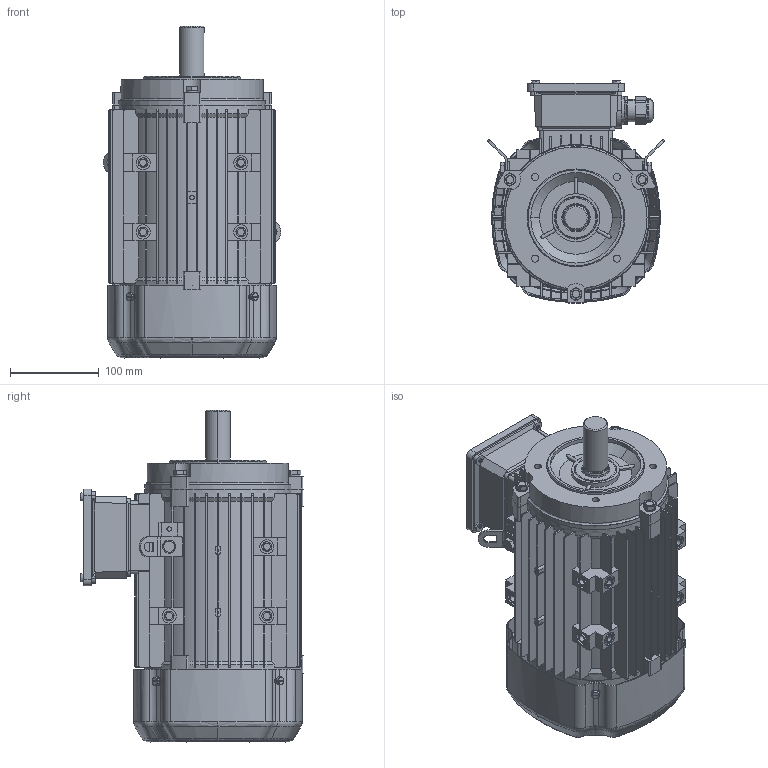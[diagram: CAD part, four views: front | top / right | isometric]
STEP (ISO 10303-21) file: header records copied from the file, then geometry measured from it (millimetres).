
FILE_DESCRIPTION (( 'STEP AP214' ), '1' );
FILE_NAME ('FCA-IE3-100-L-2468-B14a-Ver.2.STEP', '2024-10-23T09:44:46', ( '' ), ( '' ), 'SwSTEP 2.0', 'SolidWorks 2023', '' );
FILE_SCHEMA (( 'AUTOMOTIVE_DESIGN' ));
Length unit declared in the file: millimetre
Products named in the file (50): JL3-100-B14A_step_1_6; JL3-100-B14A_step_1_29; JL3-100-B14A_step_1_41; JL3-100-B14A_step_1_19; JL3-100-B14A_step_1_38; JL3-100-B14A_step_1_23; JL3-100-B14A_step_1_17; JL3-100-B14A_step_1_12; 10_2515 PAV; JL3-100-B14A_step_1_22; JL3-100-B14A_step_1_40; JL3-100-B14A_step_1_2; JL3-100-B14A_step_1_39; JL3-100-B14A_step_1_43; JL3-100-B14A_step_1_20; JL3-100-B14A_step_1_46; JL3-100-B14A_step_1_5; JL3-100-B14A_step_1_26; JL3-100-B14A_step_1_11; 50_625 PA7001; JL3-100-B14A_step_1_4; FCA-IE3-100-L-2468-B14a-Ver.2; JL3-100-B14A_step_1_37; JL3-100-B14A_step_1_21; JL3-100-B14A_step_1_30; JL3-100-B14A_step_1_33; JL3-100-B14A_step_1_8; JL3-100-B14A_step_1_35; JL3-100-B14A_step_1_28; JL3-100-B14A_step_1_47; JL3-100-B14A_step_1_13; JL3-100-B14A_step_1_9; JL3-100-B14A_step_1_34; JL3-100-B14A_step_1_36; JL3-100-B14A_step_1_42; JL3-100-B14A_step_1_15; JL3-100-B14A_step_1_14; JL3-100-B14A_step_1_27; JL3-100-B14A_step_1_3; JL3-100-B14A_step_1_18 ...
Assembly tree (49 placements, depth 2):
  FCA-IE3-100-L-2468-B14a-Ver.2
    JL3-100-B14A_step_1_3
    JL3-100-B14A_step_1
    JL3-100-B14A_step_1_26
    JL3-100-B14A_step_1_34
    JL3-100-B14A_step_1_16
    JL3-100-B14A_step_1_35
    JL3-100-B14A_step_1_37
    JL3-100-B14A_step_1_19
    JL3-100-B14A_step_1_10
    JL3-100-B14A_step_1_40
    JL3-100-B14A_step_1_17
    JL3-100-B14A_step_1_44
    JL3-100-B14A_step_1_21
    JL3-100-B14A_step_1_20
    JL3-100-B14A_step_1_25
    JL3-100-B14A_step_1_5
    JL3-100-B14A_step_1_23
    JL3-100-B14A_step_1_41
    JL3-100-B14A_step_1_22
    JL3-100-B14A_step_1_39
    JL3-100-B14A_step_1_6
    JL3-100-B14A_step_1_38
    JL3-100-B14A_step_1_8
    JL3-100-B14A_step_1_36
    JL3-100-B14A_step_1_2
    JL3-100-B14A_step_1_28
    JL3-100-B14A_step_1_42
    JL3-100-B14A_step_1_18
    JL3-100-B14A_step_1_9
    JL3-100-B14A_step_1_43
    JL3-100-B14A_step_1_7
    JL3-100-B14A_step_1_29
    JL3-100-B14A_step_1_30
    JL3-100-B14A_step_1_11
    JL3-100-B14A_step_1_15
    JL3-100-B14A_step_1_4
    JL3-100-B14A_step_1_24
    JL3-100-B14A_step_1_27
    JL3-100-B14A_step_1_45
    JL3-100-B14A_step_1_14
    JL3-100-B14A_step_1_32
    JL3-100-B14A_step_1_31
    JL3-100-B14A_step_1_12
    JL3-100-B14A_step_1_46
    JL3-100-B14A_step_1_47
    JL3-100-B14A_step_1_33
    JL3-100-B14A_step_1_13
    50_625 PA7001
    10_2515 PAV
Bounding box: 200.01 x 250.46 x 374 mm (x, y, z)
Volume: 1713884.5 mm3; surface area: 995396.5 mm2
Topology: 49 solids, 49 shells, 3783 faces, 10346 edges, 6759 vertices
Faces by surface type: plane 1580, cylinder 1500, bspline 431, cone 253, torus 15, sphere 4
Entity records: 172021 total; most frequent: CARTESIAN_POINT 75523, ORIENTED_EDGE 20672, DIRECTION 18983, EDGE_CURVE 10336, AXIS2_PLACEMENT_3D 6852, VERTEX_POINT 6759, LINE 5279, VECTOR 5279
